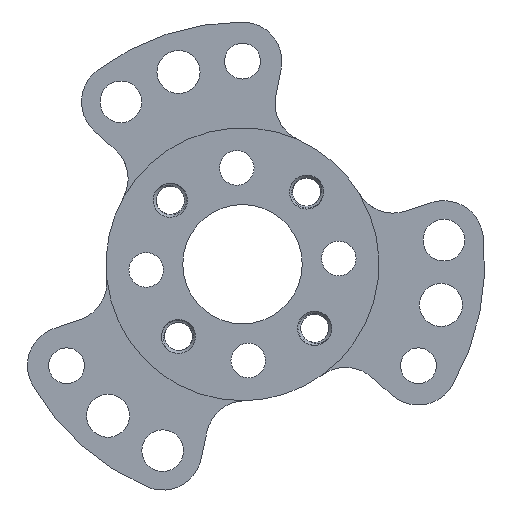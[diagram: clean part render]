
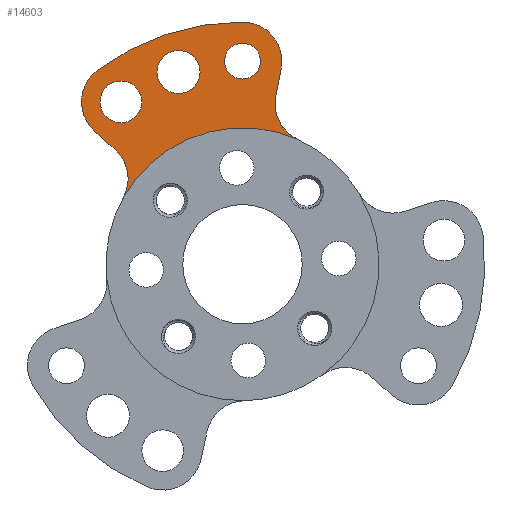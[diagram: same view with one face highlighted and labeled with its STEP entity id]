
A CAD part, front view. The second image highlights one B-rep face of the part: STEP entity #14603.
In plain terms, the highlighted planar face has unit normal (0, -1, 0).
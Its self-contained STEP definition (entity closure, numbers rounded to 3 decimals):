
#26 = AXIS2_PLACEMENT_3D ( 'NONE', #6592, #6727, #12491 ) ;
#176 = EDGE_LOOP ( 'NONE', ( #12883, #4386 ) ) ;
#317 = ORIENTED_EDGE ( 'NONE', *, *, #4828, .F. ) ;
#392 = AXIS2_PLACEMENT_3D ( 'NONE', #15179, #18046, #12417 ) ;
#402 = AXIS2_PLACEMENT_3D ( 'NONE', #4424, #14354, #8700 ) ;
#528 = VECTOR ( 'NONE', #13537, 1000. ) ;
#534 = VERTEX_POINT ( 'NONE', #1506 ) ;
#669 = CARTESIAN_POINT ( 'NONE',  ( 0., 1., 0. ) ) ;
#732 = DIRECTION ( 'NONE',  ( 0., 0., -1. ) ) ;
#947 = AXIS2_PLACEMENT_3D ( 'NONE', #17028, #14090, #7032 ) ;
#974 = CIRCLE ( 'NONE', #26, 2.444 ) ;
#1262 = EDGE_CURVE ( 'NONE', #18223, #10031, #8633, .T. ) ;
#1385 = ORIENTED_EDGE ( 'NONE', *, *, #17583, .T. ) ;
#1482 = VERTEX_POINT ( 'NONE', #14688 ) ;
#1506 = CARTESIAN_POINT ( 'NONE',  ( -7.502, 1., 25.059 ) ) ;
#1577 = CARTESIAN_POINT ( 'NONE',  ( 0., 1., 23.813 ) ) ;
#1714 = EDGE_CURVE ( 'NONE', #4719, #17629, #3189, .T. ) ;
#1749 = ORIENTED_EDGE ( 'NONE', *, *, #11392, .T. ) ;
#2414 = DIRECTION ( 'NONE',  ( 0., -1., 0. ) ) ;
#2820 = AXIS2_PLACEMENT_3D ( 'NONE', #4534, #6248, #13431 ) ;
#3189 = CIRCLE ( 'NONE', #9173, 28.4 ) ;
#3269 = CIRCLE ( 'NONE', #2820, 2.444 ) ;
#3314 = DIRECTION ( 'NONE',  ( 0., -1., 0. ) ) ;
#3377 = CARTESIAN_POINT ( 'NONE',  ( -13.99, 1., 7.764 ) ) ;
#3407 = FACE_OUTER_BOUND ( 'NONE', #8205, .T. ) ;
#3623 = DIRECTION ( 'NONE',  ( 0., 0., -1. ) ) ;
#3845 = FACE_BOUND ( 'NONE', #5706, .T. ) ;
#3972 = VERTEX_POINT ( 'NONE', #13413 ) ;
#4234 = DIRECTION ( 'NONE',  ( 0., 0., -1. ) ) ;
#4386 = ORIENTED_EDGE ( 'NONE', *, *, #11798, .T. ) ;
#4424 = CARTESIAN_POINT ( 'NONE',  ( -14.255, 1., 19.036 ) ) ;
#4483 = DIRECTION ( 'NONE',  ( 0., 1., 0. ) ) ;
#4534 = CARTESIAN_POINT ( 'NONE',  ( -14.255, 1., 19.036 ) ) ;
#4588 = ORIENTED_EDGE ( 'NONE', *, *, #17270, .T. ) ;
#4719 = VERTEX_POINT ( 'NONE', #10349 ) ;
#4828 = EDGE_CURVE ( 'NONE', #11016, #18223, #6299, .T. ) ;
#5278 = EDGE_CURVE ( 'NONE', #534, #11433, #14257, .T. ) ;
#5521 = CIRCLE ( 'NONE', #12286, 2.525 ) ;
#5706 = EDGE_LOOP ( 'NONE', ( #11377, #1749 ) ) ;
#5717 = CARTESIAN_POINT ( 'NONE',  ( 4.531, 1., 22.884 ) ) ;
#5828 = CARTESIAN_POINT ( 'NONE',  ( -14.255, 1., 21.48 ) ) ;
#6151 = ORIENTED_EDGE ( 'NONE', *, *, #16624, .T. ) ;
#6248 = DIRECTION ( 'NONE',  ( 0., 1., 0. ) ) ;
#6299 = CIRCLE ( 'NONE', #11989, 4.619 ) ;
#6350 = CARTESIAN_POINT ( 'NONE',  ( 0., 1., 0. ) ) ;
#6414 = ORIENTED_EDGE ( 'NONE', *, *, #8412, .T. ) ;
#6592 = CARTESIAN_POINT ( 'NONE',  ( -14.255, 1., 19.036 ) ) ;
#6727 = DIRECTION ( 'NONE',  ( 0., 1., 0. ) ) ;
#6839 = EDGE_LOOP ( 'NONE', ( #4588, #6414 ) ) ;
#6910 = VERTEX_POINT ( 'NONE', #13090 ) ;
#6983 = ORIENTED_EDGE ( 'NONE', *, *, #1262, .F. ) ;
#7032 = DIRECTION ( 'NONE',  ( 0., 0., -1. ) ) ;
#7130 = PLANE ( 'NONE',  #14070 ) ;
#7647 = VERTEX_POINT ( 'NONE', #18424 ) ;
#7989 = DIRECTION ( 'NONE',  ( 0., 0., -1. ) ) ;
#8185 = CARTESIAN_POINT ( 'NONE',  ( 0., 1., 23.781 ) ) ;
#8205 = EDGE_LOOP ( 'NONE', ( #317, #1385, #15947, #12821, #9865, #6151, #16961, #6983 ) ) ;
#8272 = EDGE_CURVE ( 'NONE', #12512, #4719, #15156, .T. ) ;
#8412 = EDGE_CURVE ( 'NONE', #7647, #6910, #17188, .T. ) ;
#8414 = VERTEX_POINT ( 'NONE', #18434 ) ;
#8600 = CARTESIAN_POINT ( 'NONE',  ( 0., 1., 0. ) ) ;
#8633 = CIRCLE ( 'NONE', #947, 16. ) ;
#8700 = DIRECTION ( 'NONE',  ( 0., 0., -1. ) ) ;
#9173 = AXIS2_PLACEMENT_3D ( 'NONE', #669, #13527, #7989 ) ;
#9453 = DIRECTION ( 'NONE',  ( 0., 1., 0. ) ) ;
#9859 = CIRCLE ( 'NONE', #9913, 2.1 ) ;
#9865 = ORIENTED_EDGE ( 'NONE', *, *, #10851, .T. ) ;
#9913 = AXIS2_PLACEMENT_3D ( 'NONE', #13320, #17479, #14607 ) ;
#10031 = VERTEX_POINT ( 'NONE', #3377 ) ;
#10068 = DIRECTION ( 'NONE',  ( 0., -1., 0. ) ) ;
#10331 = AXIS2_PLACEMENT_3D ( 'NONE', #8185, #2414, #3623 ) ;
#10349 = CARTESIAN_POINT ( 'NONE',  ( 0., 1., 28.4 ) ) ;
#10543 = CARTESIAN_POINT ( 'NONE',  ( 3.903, 1., 19.712 ) ) ;
#10655 = EDGE_CURVE ( 'NONE', #10922, #1482, #974, .T. ) ;
#10851 = EDGE_CURVE ( 'NONE', #17629, #8414, #18749, .T. ) ;
#10922 = VERTEX_POINT ( 'NONE', #5828 ) ;
#11016 = VERTEX_POINT ( 'NONE', #10543 ) ;
#11288 = AXIS2_PLACEMENT_3D ( 'NONE', #1577, #4483, #4234 ) ;
#11377 = ORIENTED_EDGE ( 'NONE', *, *, #5278, .T. ) ;
#11382 = DIRECTION ( 'NONE',  ( 0., 0., -1. ) ) ;
#11392 = EDGE_CURVE ( 'NONE', #11433, #534, #5521, .T. ) ;
#11433 = VERTEX_POINT ( 'NONE', #14330 ) ;
#11638 = LINE ( 'NONE', #6350, #528 ) ;
#11746 = CARTESIAN_POINT ( 'NONE',  ( 6.544, 1., 14.6 ) ) ;
#11798 = EDGE_CURVE ( 'NONE', #1482, #10922, #3269, .T. ) ;
#11989 = AXIS2_PLACEMENT_3D ( 'NONE', #12049, #3314, #12118 ) ;
#12042 = CIRCLE ( 'NONE', #392, 4.619 ) ;
#12049 = CARTESIAN_POINT ( 'NONE',  ( 8.434, 1., 18.815 ) ) ;
#12118 = DIRECTION ( 'NONE',  ( 0., 0., -1. ) ) ;
#12286 = AXIS2_PLACEMENT_3D ( 'NONE', #13884, #9453, #732 ) ;
#12417 = DIRECTION ( 'NONE',  ( 0., 0., -1. ) ) ;
#12491 = DIRECTION ( 'NONE',  ( 0., 0., -1. ) ) ;
#12512 = VERTEX_POINT ( 'NONE', #5717 ) ;
#12681 = FACE_BOUND ( 'NONE', #6839, .T. ) ;
#12821 = ORIENTED_EDGE ( 'NONE', *, *, #1714, .T. ) ;
#12843 = DIRECTION ( 'NONE',  ( 0., 1., 0. ) ) ;
#12883 = ORIENTED_EDGE ( 'NONE', *, *, #10655, .T. ) ;
#13090 = CARTESIAN_POINT ( 'NONE',  ( 0., 1., 25.913 ) ) ;
#13320 = CARTESIAN_POINT ( 'NONE',  ( 0., 1., 23.813 ) ) ;
#13401 = FACE_BOUND ( 'NONE', #176, .T. ) ;
#13413 = CARTESIAN_POINT ( 'NONE',  ( -14.94, 1., 13.439 ) ) ;
#13431 = DIRECTION ( 'NONE',  ( 0., 0., -1. ) ) ;
#13527 = DIRECTION ( 'NONE',  ( 0., -1., 0. ) ) ;
#13537 = DIRECTION ( 'NONE',  ( 0.743, 0., -0.669 ) ) ;
#13884 = CARTESIAN_POINT ( 'NONE',  ( -7.502, 1., 22.534 ) ) ;
#14070 = AXIS2_PLACEMENT_3D ( 'NONE', #8600, #10068, #11382 ) ;
#14090 = DIRECTION ( 'NONE',  ( 0., -1., 0. ) ) ;
#14257 = CIRCLE ( 'NONE', #16879, 2.525 ) ;
#14330 = CARTESIAN_POINT ( 'NONE',  ( -7.502, 1., 20.009 ) ) ;
#14338 = EDGE_CURVE ( 'NONE', #10031, #3972, #12042, .T. ) ;
#14354 = DIRECTION ( 'NONE',  ( 0., -1., 0. ) ) ;
#14603 = ADVANCED_FACE ( 'NONE', ( #3407, #12681, #13401, #3845 ), #7130, .T. ) ;
#14607 = DIRECTION ( 'NONE',  ( 0., 0., -1. ) ) ;
#14631 = LINE ( 'NONE', #16248, #18040 ) ;
#14688 = CARTESIAN_POINT ( 'NONE',  ( -14.255, 1., 16.591 ) ) ;
#15156 = CIRCLE ( 'NONE', #10331, 4.619 ) ;
#15179 = CARTESIAN_POINT ( 'NONE',  ( -18.029, 1., 10.005 ) ) ;
#15738 = CARTESIAN_POINT ( 'NONE',  ( -7.502, 1., 22.534 ) ) ;
#15850 = DIRECTION ( 'NONE',  ( 0.194, 0., 0.981 ) ) ;
#15947 = ORIENTED_EDGE ( 'NONE', *, *, #8272, .T. ) ;
#16248 = CARTESIAN_POINT ( 'NONE',  ( 0., 1., 0. ) ) ;
#16624 = EDGE_CURVE ( 'NONE', #8414, #3972, #11638, .T. ) ;
#16879 = AXIS2_PLACEMENT_3D ( 'NONE', #15738, #12843, #18674 ) ;
#16961 = ORIENTED_EDGE ( 'NONE', *, *, #14338, .F. ) ;
#17028 = CARTESIAN_POINT ( 'NONE',  ( 0., 1., 0. ) ) ;
#17188 = CIRCLE ( 'NONE', #11288, 2.1 ) ;
#17270 = EDGE_CURVE ( 'NONE', #6910, #7647, #9859, .T. ) ;
#17479 = DIRECTION ( 'NONE',  ( 0., 1., 0. ) ) ;
#17583 = EDGE_CURVE ( 'NONE', #11016, #12512, #14631, .T. ) ;
#17629 = VERTEX_POINT ( 'NONE', #17726 ) ;
#17726 = CARTESIAN_POINT ( 'NONE',  ( -17.023, 1., 22.733 ) ) ;
#18040 = VECTOR ( 'NONE', #15850, 1000. ) ;
#18046 = DIRECTION ( 'NONE',  ( 0., -1., 0. ) ) ;
#18223 = VERTEX_POINT ( 'NONE', #11746 ) ;
#18424 = CARTESIAN_POINT ( 'NONE',  ( 0., 1., 21.713 ) ) ;
#18434 = CARTESIAN_POINT ( 'NONE',  ( -17.344, 1., 15.602 ) ) ;
#18674 = DIRECTION ( 'NONE',  ( 0., 0., -1. ) ) ;
#18749 = CIRCLE ( 'NONE', #402, 4.619 ) ;
